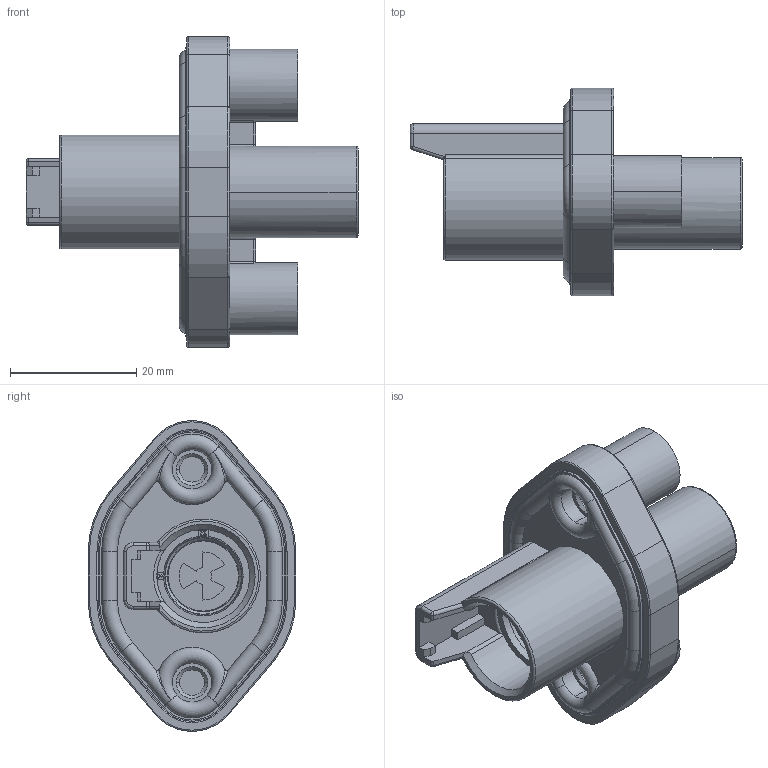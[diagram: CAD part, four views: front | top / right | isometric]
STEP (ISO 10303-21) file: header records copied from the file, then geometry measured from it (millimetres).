
FILE_DESCRIPTION((''),'2;1');
FILE_NAME('ATHD04-1-12P-PM11_SW0001','2021-12-27T',('Vito.Li'),(''),'PRO/ENGINEER BY PARAMETRIC TECHNOLOGY CORPORATION, 2016360','PRO/ENGINEER BY PARAMETRIC TECHNOLOGY CORPORATION, 2016360','');
FILE_SCHEMA(('CONFIG_CONTROL_DESIGN'));
Length unit declared in the file: millimetre
Products named in the file (1): ATHD04-1-12P-PM11_SW0001
Bounding box: 52.5 x 32.85 x 49.15 mm (x, y, z)
Volume: 15482.4 mm3; surface area: 8584.2 mm2
Topology: 1 solids, 1 shells, 800 faces, 2025 edges, 1278 vertices
Faces by surface type: plane 334, cylinder 168, extrusion 139, torus 106, sphere 26, cone 15, bspline 12
Entity records: 25510 total; most frequent: CARTESIAN_POINT 6507, ORIENTED_EDGE 4050, DIRECTION 3675, EDGE_CURVE 2025, VERTEX_POINT 1278, VECTOR 1275, AXIS2_PLACEMENT_3D 1200, LINE 1136
